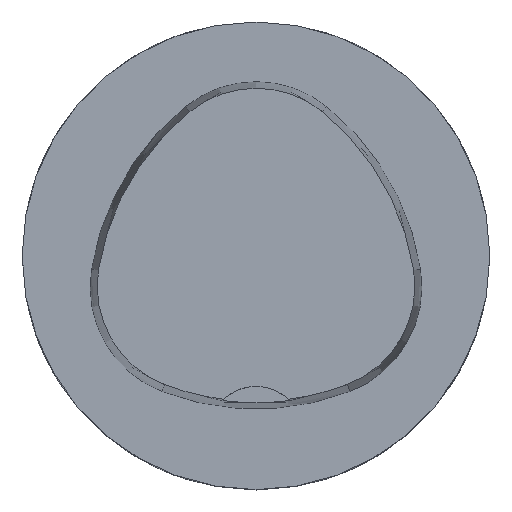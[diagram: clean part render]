
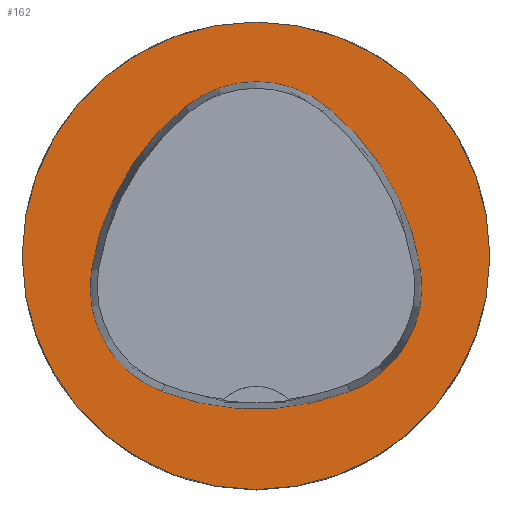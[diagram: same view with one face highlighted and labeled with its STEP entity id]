
A CAD part, top view. The second image highlights one B-rep face of the part: STEP entity #162.
In plain terms, the highlighted planar face has unit normal (0, 0, 1).
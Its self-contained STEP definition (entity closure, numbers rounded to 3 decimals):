
#106=PLANE('',#559);
#162=ADVANCED_FACE('',(#217,#218),#106,.T.);
#187=CIRCLE('',#529,25.0);
#188=CIRCLE('',#535,28.0);
#190=CIRCLE('',#538,12.0);
#192=CIRCLE('',#541,28.0);
#194=CIRCLE('',#544,12.0);
#198=CIRCLE('',#549,28.0);
#200=CIRCLE('',#552,12.0);
#217=FACE_BOUND('',#242,.T.);
#218=FACE_BOUND('',#243,.T.);
#242=EDGE_LOOP('',(#331,#332,#333,#334,#335,#336));
#243=EDGE_LOOP('',(#337));
#331=ORIENTED_EDGE('',*,*,#462,.T.);
#332=ORIENTED_EDGE('',*,*,#442,.T.);
#333=ORIENTED_EDGE('',*,*,#446,.T.);
#334=ORIENTED_EDGE('',*,*,#449,.T.);
#335=ORIENTED_EDGE('',*,*,#452,.T.);
#336=ORIENTED_EDGE('',*,*,#460,.T.);
#337=ORIENTED_EDGE('',*,*,#433,.F.);
#394=VERTEX_POINT('',#748);
#403=VERTEX_POINT('',#767);
#404=VERTEX_POINT('',#768);
#407=VERTEX_POINT('',#776);
#409=VERTEX_POINT('',#782);
#411=VERTEX_POINT('',#788);
#418=VERTEX_POINT('',#809);
#433=EDGE_CURVE('',#394,#394,#187,.T.);
#442=EDGE_CURVE('',#403,#404,#188,.T.);
#446=EDGE_CURVE('',#404,#407,#190,.T.);
#449=EDGE_CURVE('',#407,#409,#192,.T.);
#452=EDGE_CURVE('',#409,#411,#194,.T.);
#460=EDGE_CURVE('',#411,#418,#198,.T.);
#462=EDGE_CURVE('',#418,#403,#200,.T.);
#529=AXIS2_PLACEMENT_3D('',#747,#600,#601);
#535=AXIS2_PLACEMENT_3D('',#766,#616,#617);
#538=AXIS2_PLACEMENT_3D('',#775,#624,#625);
#541=AXIS2_PLACEMENT_3D('',#781,#631,#632);
#544=AXIS2_PLACEMENT_3D('',#787,#638,#639);
#549=AXIS2_PLACEMENT_3D('',#810,#650,#651);
#552=AXIS2_PLACEMENT_3D('',#813,#656,#657);
#559=AXIS2_PLACEMENT_3D('',#821,#670,#671);
#600=DIRECTION('',(0.0,0.0,-1.0));
#601=DIRECTION('',(-1.0,0.0,0.0));
#616=DIRECTION('',(0.0,0.0,-1.0));
#617=DIRECTION('',(-1.0,0.0,0.0));
#624=DIRECTION('',(0.0,0.0,-1.0));
#625=DIRECTION('',(-1.0,0.0,0.0));
#631=DIRECTION('',(0.0,0.0,-1.0));
#632=DIRECTION('',(-1.0,0.0,0.0));
#638=DIRECTION('',(0.0,0.0,-1.0));
#639=DIRECTION('',(-1.0,0.0,0.0));
#650=DIRECTION('',(0.0,0.0,-1.0));
#651=DIRECTION('',(-1.0,0.0,0.0));
#656=DIRECTION('',(0.0,0.0,-1.0));
#657=DIRECTION('',(-1.0,0.0,0.0));
#670=DIRECTION('',(0.0,0.0,1.0));
#671=DIRECTION('',(1.0,0.0,0.0));
#747=CARTESIAN_POINT('',(0.0,0.0,0.0));
#748=CARTESIAN_POINT('',(-25.0,0.0,0.0));
#766=CARTESIAN_POINT('',(10.068,-5.824,0.0));
#767=CARTESIAN_POINT('',(-17.584,-1.424,0.0));
#768=CARTESIAN_POINT('',(-7.531,15.953,0.0));
#775=CARTESIAN_POINT('',(0.011,6.62,0.0));
#776=CARTESIAN_POINT('',(7.567,15.942,0.0));
#781=CARTESIAN_POINT('',(-10.063,-5.81,0.0));
#782=CARTESIAN_POINT('',(17.59,-1.418,0.0));
#787=CARTESIAN_POINT('',(5.739,-3.3,0.0));
#788=CARTESIAN_POINT('',(10.05,-14.499,0.0));
#809=CARTESIAN_POINT('',(-10.025,-14.516,0.0));
#810=CARTESIAN_POINT('',(-0.01,11.631,0.0));
#813=CARTESIAN_POINT('',(-5.733,-3.31,0.0));
#821=CARTESIAN_POINT('',(0.0,0.0,0.0));
